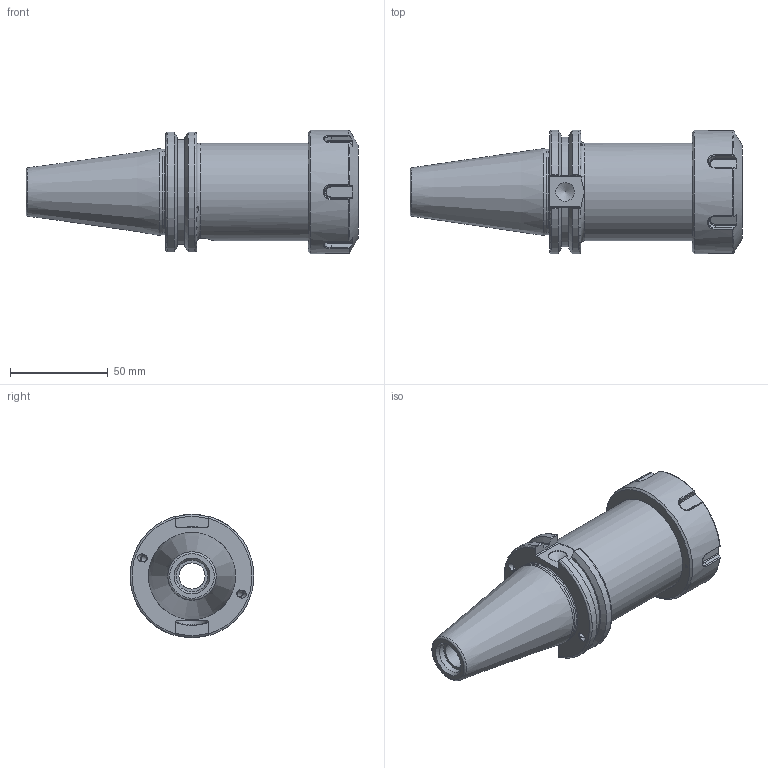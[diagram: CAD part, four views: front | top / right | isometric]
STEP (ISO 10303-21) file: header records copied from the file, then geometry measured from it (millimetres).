
FILE_DESCRIPTION(/* description */ (''),/* implementation_level */ '2;1');
FILE_NAME(/* name */ 'BK136B.stp',/* time_stamp */ '2023-11-22T10:17:27+09:00',/* author */ ('YSH'),/* organization */ (''),/* preprocessor_version */ 'ST-DEVELOPER v20',/* originating_system */ 'Autodesk Inventor 2024',/* authorisation */ '');
FILE_SCHEMA (('AUTOMOTIVE_DESIGN { 1 0 10303 214 3 1 1 }'));
Length unit declared in the file: millimetre
Products named in the file (3): LO-CAT40ADB-ER40-4.00; LO-CAT40ADB-ER40-4.00_1; ER40NUT
Assembly tree (2 placements, depth 2):
  LO-CAT40ADB-ER40-4.00
    LO-CAT40ADB-ER40-4.00_1
    ER40NUT
Bounding box: 169.85 x 63.26 x 63 mm (x, y, z)
Volume: 202020.6 mm3; surface area: 51107.2 mm2
Topology: 2 solids, 2 shells, 169 faces, 441 edges, 281 vertices
Faces by surface type: plane 71, cylinder 44, cone 26, torus 22, bspline 6
Full cylindrical faces by diameter (mm): 1.43 x1, 3.242 x8, 4 x4, 9.525 x1, 13.386 x1, 16.3 x1, 26.848 x1, 31 x1, 33.5 x1, 38.9 x1, 41.9 x1, 43.6 x1, 48.6 x1, 50 x1, 63 x1
Entity records: 6590 total; most frequent: CARTESIAN_POINT 2373, ORIENTED_EDGE 876, DIRECTION 798, EDGE_CURVE 438, AXIS2_PLACEMENT_3D 313, VERTEX_POINT 281, EDGE_LOOP 189, LINE 172
